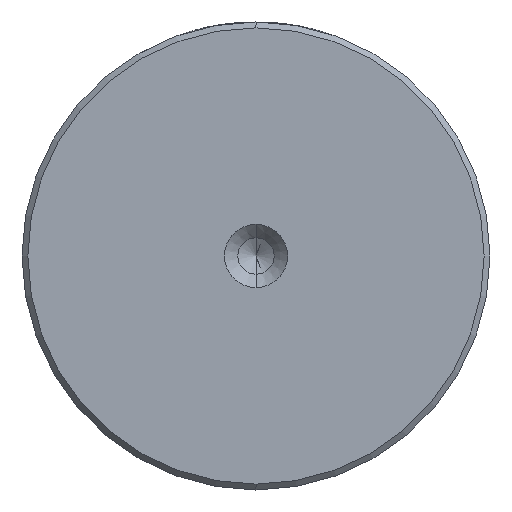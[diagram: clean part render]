
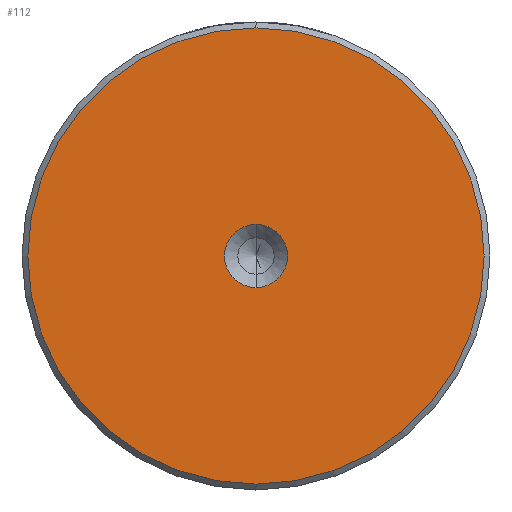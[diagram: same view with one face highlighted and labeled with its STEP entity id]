
A CAD part, left-side view. The second image highlights one B-rep face of the part: STEP entity #112.
In plain terms, the highlighted planar face has unit normal (-1, 0, 0).
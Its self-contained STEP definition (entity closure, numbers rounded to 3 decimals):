
#2 = ORIENTED_EDGE ( 'NONE', *, *, #2733, .F. ) ;
#31 = CARTESIAN_POINT ( 'NONE',  ( 0., 0., 2.7 ) ) ;
#45 = CIRCLE ( 'NONE', #287, 2.7 ) ;
#80 = AXIS2_PLACEMENT_3D ( 'NONE', #2923, #1390, #3174 ) ;
#112 = ADVANCED_FACE ( 'NONE', ( #454, #1774 ), #2683, .T. ) ;
#126 = DIRECTION ( 'NONE',  ( 0., 0., 1. ) ) ;
#259 = AXIS2_PLACEMENT_3D ( 'NONE', #2154, #649, #2408 ) ;
#287 = AXIS2_PLACEMENT_3D ( 'NONE', #870, #2636, #1110 ) ;
#440 = CIRCLE ( 'NONE', #259, 19.5 ) ;
#454 = FACE_OUTER_BOUND ( 'NONE', #2815, .T. ) ;
#474 = ORIENTED_EDGE ( 'NONE', *, *, #2257, .T. ) ;
#649 = DIRECTION ( 'NONE',  ( -1., 0., 0. ) ) ;
#870 = CARTESIAN_POINT ( 'NONE',  ( 0., 0., 0. ) ) ;
#1041 = VERTEX_POINT ( 'NONE', #2136 ) ;
#1110 = DIRECTION ( 'NONE',  ( 0., 0., 1. ) ) ;
#1219 = VERTEX_POINT ( 'NONE', #31 ) ;
#1275 = EDGE_CURVE ( 'NONE', #1219, #1041, #2141, .T. ) ;
#1348 = CARTESIAN_POINT ( 'NONE',  ( 0., 0., 0. ) ) ;
#1362 = EDGE_LOOP ( 'NONE', ( #3164, #2 ) ) ;
#1390 = DIRECTION ( 'NONE',  ( -1., 0., 0. ) ) ;
#1595 = DIRECTION ( 'NONE',  ( 0., 0., 1. ) ) ;
#1655 = DIRECTION ( 'NONE',  ( -1., 0., 0. ) ) ;
#1763 = CIRCLE ( 'NONE', #80, 19.5 ) ;
#1774 = FACE_BOUND ( 'NONE', #1362, .T. ) ;
#1930 = ORIENTED_EDGE ( 'NONE', *, *, #2216, .T. ) ;
#2136 = CARTESIAN_POINT ( 'NONE',  ( 0., 0., -2.7 ) ) ;
#2141 = CIRCLE ( 'NONE', #3236, 2.7 ) ;
#2154 = CARTESIAN_POINT ( 'NONE',  ( 0., 0., 0. ) ) ;
#2216 = EDGE_CURVE ( 'NONE', #2882, #2338, #1763, .T. ) ;
#2235 = CARTESIAN_POINT ( 'NONE',  ( 0., 0., 19.5 ) ) ;
#2257 = EDGE_CURVE ( 'NONE', #2338, #2882, #440, .T. ) ;
#2338 = VERTEX_POINT ( 'NONE', #2235 ) ;
#2408 = DIRECTION ( 'NONE',  ( 0., 0., 1. ) ) ;
#2636 = DIRECTION ( 'NONE',  ( -1., 0., 0. ) ) ;
#2683 = PLANE ( 'NONE',  #2753 ) ;
#2701 = CARTESIAN_POINT ( 'NONE',  ( 0., 0., -19.5 ) ) ;
#2733 = EDGE_CURVE ( 'NONE', #1041, #1219, #45, .T. ) ;
#2753 = AXIS2_PLACEMENT_3D ( 'NONE', #3196, #1655, #126 ) ;
#2815 = EDGE_LOOP ( 'NONE', ( #1930, #474 ) ) ;
#2882 = VERTEX_POINT ( 'NONE', #2701 ) ;
#2923 = CARTESIAN_POINT ( 'NONE',  ( 0., 0., 0. ) ) ;
#3131 = DIRECTION ( 'NONE',  ( -1., 0., 0. ) ) ;
#3164 = ORIENTED_EDGE ( 'NONE', *, *, #1275, .F. ) ;
#3174 = DIRECTION ( 'NONE',  ( 0., 0., 1. ) ) ;
#3196 = CARTESIAN_POINT ( 'NONE',  ( 0., 0., 0. ) ) ;
#3236 = AXIS2_PLACEMENT_3D ( 'NONE', #1348, #3131, #1595 ) ;
